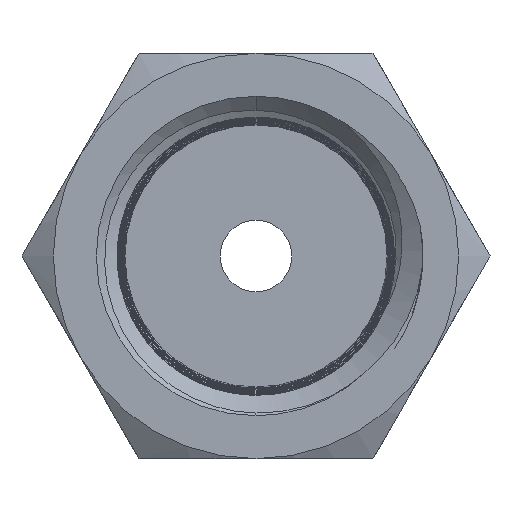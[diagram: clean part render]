
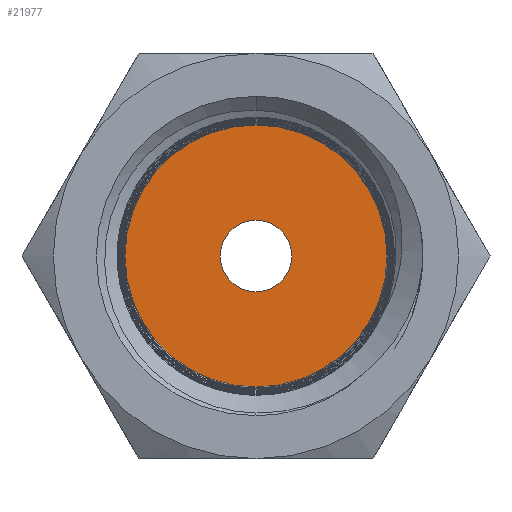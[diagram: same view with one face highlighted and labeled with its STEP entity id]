
A CAD part, front view. The second image highlights one B-rep face of the part: STEP entity #21977.
In plain terms, the highlighted planar face has unit normal (0, -1, 0).
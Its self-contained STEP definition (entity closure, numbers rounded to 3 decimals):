
#604 = DIRECTION ( 'NONE',  ( 0., -1., 0. ) ) ;
#674 = DIRECTION ( 'NONE',  ( 0., 0., -1. ) ) ;
#2106 = FACE_OUTER_BOUND ( 'NONE', #3954, .T. ) ;
#2397 = AXIS2_PLACEMENT_3D ( 'NONE', #13555, #604, #15741 ) ;
#3029 = ORIENTED_EDGE ( 'NONE', *, *, #8665, .T. ) ;
#3398 = AXIS2_PLACEMENT_3D ( 'NONE', #12121, #27196, #14313 ) ;
#3954 = EDGE_LOOP ( 'NONE', ( #16587, #3029 ) ) ;
#4312 = CIRCLE ( 'NONE', #3398, 1.5 ) ;
#6501 = CARTESIAN_POINT ( 'NONE',  ( 0., -5.22, -5.498 ) ) ;
#7679 = DIRECTION ( 'NONE',  ( 0., -1., 0. ) ) ;
#8665 = EDGE_CURVE ( 'NONE', #21981, #15298, #18353, .T. ) ;
#8670 = AXIS2_PLACEMENT_3D ( 'NONE', #20624, #7679, #22751 ) ;
#9820 = EDGE_LOOP ( 'NONE', ( #12111, #16304 ) ) ;
#9849 = CARTESIAN_POINT ( 'NONE',  ( 0., -5.22, 5.498 ) ) ;
#11932 = PLANE ( 'NONE',  #8670 ) ;
#12111 = ORIENTED_EDGE ( 'NONE', *, *, #19965, .F. ) ;
#12121 = CARTESIAN_POINT ( 'NONE',  ( 0., -5.22, 0. ) ) ;
#12260 = CARTESIAN_POINT ( 'NONE',  ( 0., -5.22, 0. ) ) ;
#12354 = AXIS2_PLACEMENT_3D ( 'NONE', #26499, #13624, #674 ) ;
#12404 = EDGE_CURVE ( 'NONE', #15298, #21981, #13759, .T. ) ;
#13555 = CARTESIAN_POINT ( 'NONE',  ( 0., -5.22, 0. ) ) ;
#13624 = DIRECTION ( 'NONE',  ( 0., -1., 0. ) ) ;
#13759 = CIRCLE ( 'NONE', #26165, 5.498 ) ;
#14313 = DIRECTION ( 'NONE',  ( 0., 0., -1. ) ) ;
#14466 = DIRECTION ( 'NONE',  ( 0., 0., -1. ) ) ;
#15298 = VERTEX_POINT ( 'NONE', #6501 ) ;
#15741 = DIRECTION ( 'NONE',  ( 0., 0., -1. ) ) ;
#16304 = ORIENTED_EDGE ( 'NONE', *, *, #23971, .F. ) ;
#16587 = ORIENTED_EDGE ( 'NONE', *, *, #12404, .T. ) ;
#18353 = CIRCLE ( 'NONE', #12354, 5.498 ) ;
#19965 = EDGE_CURVE ( 'NONE', #26380, #23832, #4312, .T. ) ;
#20598 = CARTESIAN_POINT ( 'NONE',  ( 0., -5.22, -1.5 ) ) ;
#20624 = CARTESIAN_POINT ( 'NONE',  ( 0., -5.22, 0. ) ) ;
#21977 = ADVANCED_FACE ( 'NONE', ( #25039, #2106 ), #11932, .T. ) ;
#21981 = VERTEX_POINT ( 'NONE', #9849 ) ;
#22751 = DIRECTION ( 'NONE',  ( 0., 0., -1. ) ) ;
#23832 = VERTEX_POINT ( 'NONE', #20598 ) ;
#23893 = CIRCLE ( 'NONE', #2397, 1.5 ) ;
#23971 = EDGE_CURVE ( 'NONE', #23832, #26380, #23893, .T. ) ;
#25039 = FACE_BOUND ( 'NONE', #9820, .T. ) ;
#26165 = AXIS2_PLACEMENT_3D ( 'NONE', #12260, #27342, #14466 ) ;
#26380 = VERTEX_POINT ( 'NONE', #26699 ) ;
#26499 = CARTESIAN_POINT ( 'NONE',  ( 0., -5.22, 0. ) ) ;
#26699 = CARTESIAN_POINT ( 'NONE',  ( 0., -5.22, 1.5 ) ) ;
#27196 = DIRECTION ( 'NONE',  ( 0., -1., 0. ) ) ;
#27342 = DIRECTION ( 'NONE',  ( 0., -1., 0. ) ) ;
